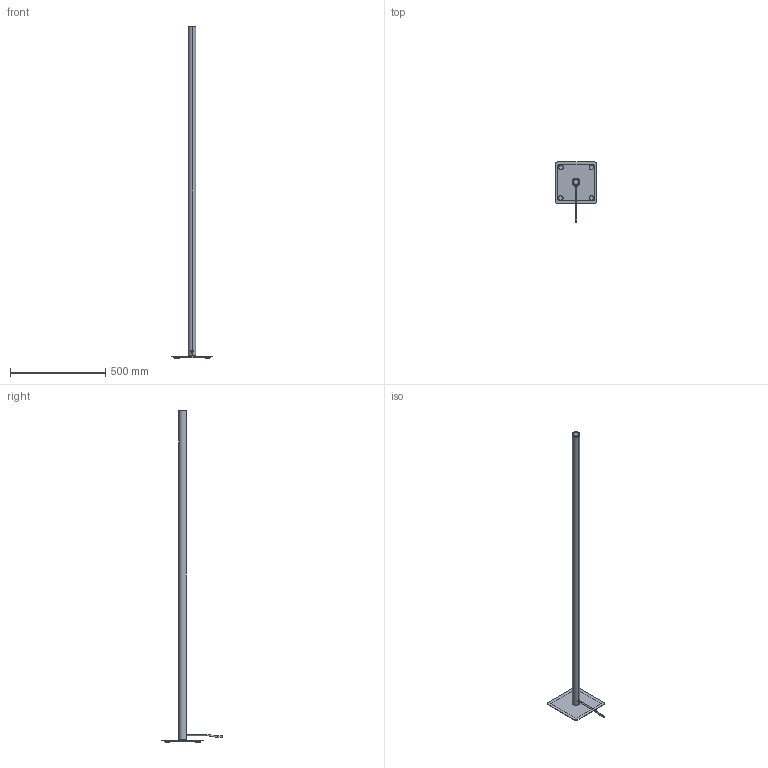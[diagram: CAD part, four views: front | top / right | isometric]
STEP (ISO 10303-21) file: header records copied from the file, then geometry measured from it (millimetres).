
FILE_DESCRIPTION(/* description */ (''),/* implementation_level */ '2;1');
FILE_NAME(/* name */ 'Ilio Mini',/* time_stamp */ '2024-08-01T10:30:50+02:00',/* author */ (''),/* organization */ (''),/* preprocessor_version */ 'ST-DEVELOPER v16.5',/* originating_system */ 'Rhino 7.37',/* authorisation */ '');
FILE_SCHEMA (('AUTOMOTIVE_DESIGN'));
Length unit declared in the file: millimetre
Products named in the file (9): Document; Blocco 12; Blocco 10; Blocco 09; Blocco 07; Blocco 06; Blocco 03; Blocco 02; Blocco 01
Assembly tree (8 placements, depth 2):
  Document
    Blocco 12
    Blocco 10
    Blocco 09
    Blocco 07
    Blocco 06
    Blocco 03
    Blocco 02
    Blocco 01
Bounding box: 220 x 318 x 1746.5 mm (x, y, z)
Volume: 540503.3 mm3; surface area: 609815.2 mm2
Topology: 3 solids, 112 shells, 172 faces, 660 edges, 590 vertices
Faces by surface type: plane 74, bspline 51, cylinder 47
Entity records: 10792 total; most frequent: CARTESIAN_POINT 4915, ORIENTED_EDGE 806, EDGE_CURVE 649, VERTEX_POINT 572, B_SPLINE_CURVE_WITH_KNOTS 399, COLOUR_RGB 240, FILL_AREA_STYLE_COLOUR 240, FILL_AREA_STYLE 240
